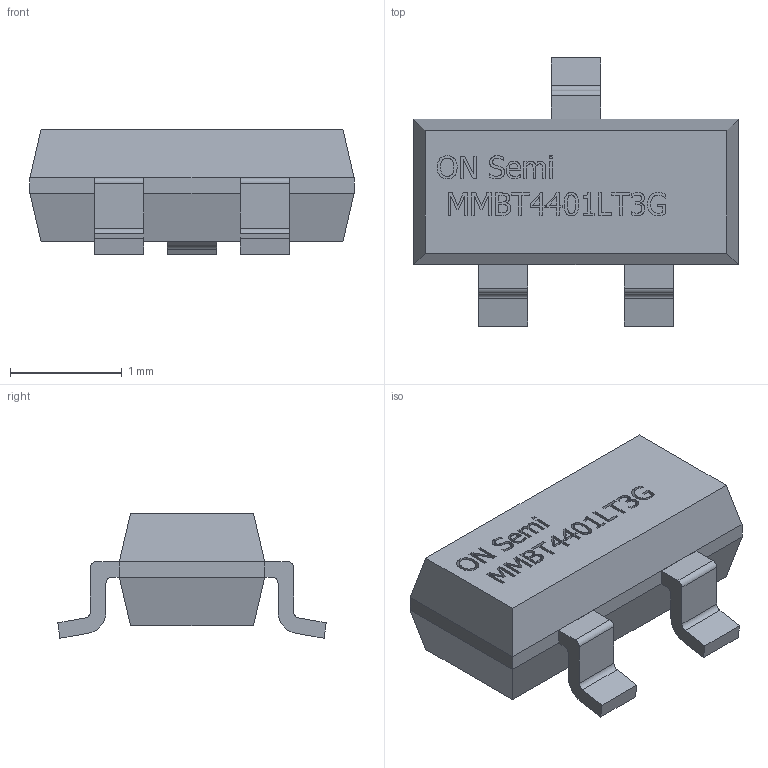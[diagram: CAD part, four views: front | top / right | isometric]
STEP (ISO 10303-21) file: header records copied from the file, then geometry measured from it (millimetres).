
FILE_DESCRIPTION(/* description */ (''),/* implementation_level */ '2;1');
FILE_NAME(/* name */ 'ON Semi MMBT4401LT3G.stp',/* time_stamp */ '2019-03-01T00:51:14+02:00',/* author */ ('User_99'),/* organization */ (''),/* preprocessor_version */ 'ST-DEVELOPER v16.5',/* originating_system */ 'Autodesk Inventor 2017',/* authorisation */ '');
FILE_SCHEMA (('AUTOMOTIVE_DESIGN { 1 0 10303 214 3 1 1 }'));
Length unit declared in the file: millimetre
Products named in the file (3): ON Semi MMBT4401LT3G; MMBT4401LT3G; MMBT4401LT3legsssss
Assembly tree (4 placements, depth 2):
  ON Semi MMBT4401LT3G
    MMBT4401LT3G
    MMBT4401LT3legsssss  x3
Bounding box: 2.9 x 2.4 x 1.11 mm (x, y, z)
Volume: 3.6 mm3; surface area: 19.7 mm2
Topology: 4 solids, 4 shells, 346 faces, 928 edges, 616 vertices
Faces by surface type: plane 219, bspline 115, cylinder 12
Entity records: 10830 total; most frequent: CARTESIAN_POINT 3178, ORIENTED_EDGE 1712, DIRECTION 1098, EDGE_CURVE 856, LINE 618, VECTOR 618, VERTEX_POINT 568, EDGE_LOOP 344
